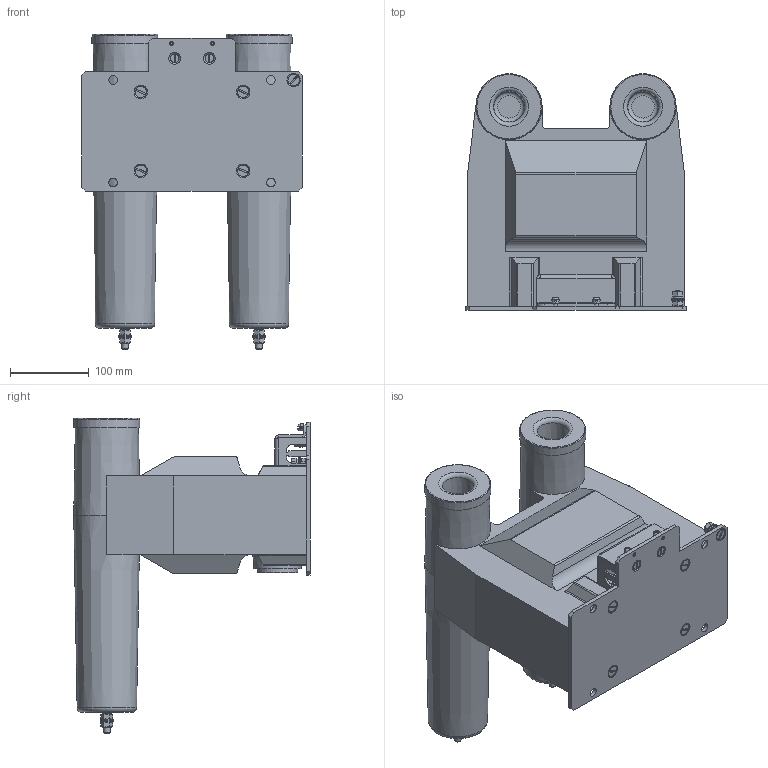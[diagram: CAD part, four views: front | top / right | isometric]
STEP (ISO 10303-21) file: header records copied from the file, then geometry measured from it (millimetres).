
FILE_DESCRIPTION(('STEP AP214'), '1');
FILE_NAME('ÈÁËÒ.671213.052-01-05 Òðàíñôîðìàòîð íàïðÿæåíèÿ ÍÈÎË-10,6-Ï', '2023-07-25T07:07:39', ('UNSPECIFIED'), ('UNSPECIFIED'), 'ASCON STEP Converter 1.3', 'ASCON Math Kernel', '');
FILE_SCHEMA(('AUTOMOTIVE_DESIGN { 1 0 10303 214 3 1 1}'));
Length unit declared in the file: millimetre
Products named in the file (22): 攘艘.671213.052-01-05; àðò.418160032; 屡扔.671241.552-05; 屡扔.758472.007-01; 屡扔.713141.006; àðò.477516140; Êðûøêà âòîðè÷íûõ êîíòàêòîâ; 屡扔.735314.027
Assembly tree (55 placements, depth 3):
  攘艘.671213.052-01-05
    àðò.418160032
    屡扔.671241.552-05
      (unnamed)
      屡扔.758472.007-01  x2
      屡扔.713141.006  x4
    àðò.477516140
    àðò.477516140
    (unnamed)  x4
    (unnamed)
    (unnamed)  x6
    (unnamed)  x6
    (unnamed)  x3
    (unnamed)  x2
    (unnamed)  x4
    (unnamed)  x6
    (unnamed)  x4
    Êðûøêà âòîðè÷íûõ êîíòàêòîâ
    (unnamed)  x2
    (unnamed)  x2
    屡扔.735314.027
    (unnamed)  x2
Bounding box: 280 x 300 x 400 mm (x, y, z)
Volume: 9366837.3 mm3; surface area: 777606.9 mm2
Topology: 53 solids, 53 shells, 816 faces, 1899 edges, 1208 vertices
Faces by surface type: plane 410, cylinder 266, cone 124, torus 16
Full cylindrical faces by diameter (mm): 2 x8, 3 x4, 4.14 x2, 4.917 x10, 5 x2, 6 x8, 6.4 x6, 6.647 x10, 7 x2, 8 x7, 8.4 x6, 9 x9, 11 x8, 12 x10, 13 x4, 14 x2, 16 x6, 51 x1, 73.4 x1
Entity records: 22334 total; most frequent: CARTESIAN_POINT 4312, DIRECTION 2621, ORIENTED_EDGE 2266, EDGE_CURVE 1133, AXIS2_PLACEMENT_3D 1016, VERTEX_POINT 802, EDGE_LOOP 705, LINE 589
